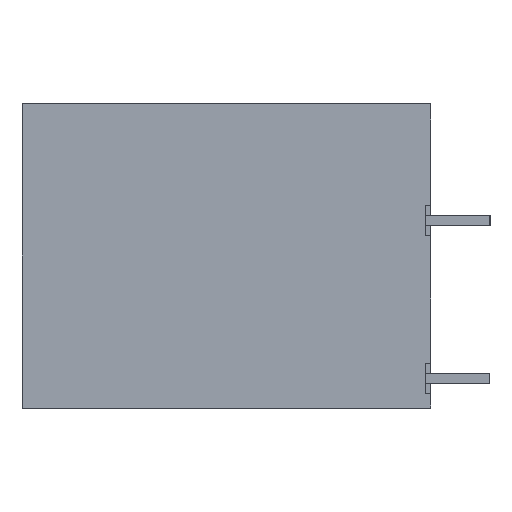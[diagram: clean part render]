
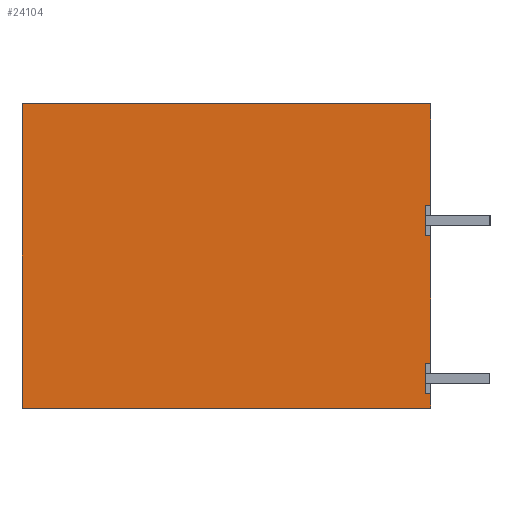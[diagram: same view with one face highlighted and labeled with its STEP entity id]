
A CAD part, left-side view. The second image highlights one B-rep face of the part: STEP entity #24104.
In plain terms, the highlighted planar face has unit normal (-1, 0, 0).
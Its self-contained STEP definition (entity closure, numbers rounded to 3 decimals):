
#24076=AXIS2_PLACEMENT_3D('Plane Axis2P3D',#24073,#24074,#24075) ;
#188=CARTESIAN_POINT('Vertex',(0.,3.8,0.85)) ;
#232=CARTESIAN_POINT('Vertex',(0.,3.8,2.65)) ;
#235=CARTESIAN_POINT('Line Origine',(0.,3.8,1.75)) ;
#1006=CARTESIAN_POINT('Vertex',(0.,3.8,10.2)) ;
#1027=CARTESIAN_POINT('Vertex',(0.,3.8,12.)) ;
#1030=CARTESIAN_POINT('Line Origine',(0.,3.8,11.1)) ;
#10623=CARTESIAN_POINT('Vertex',(0.,3.5,10.2)) ;
#10626=CARTESIAN_POINT('Line Origine',(0.,3.5,6.425)) ;
#10630=CARTESIAN_POINT('Vertex',(0.,3.5,2.65)) ;
#10651=CARTESIAN_POINT('Line Origine',(0.,3.65,10.2)) ;
#10669=CARTESIAN_POINT('Line Origine',(0.,3.65,2.65)) ;
#10725=CARTESIAN_POINT('Vertex',(0.,3.5,0.85)) ;
#10735=CARTESIAN_POINT('Line Origine',(0.,3.65,0.85)) ;
#10748=CARTESIAN_POINT('Line Origine',(0.,3.5,0.425)) ;
#10752=CARTESIAN_POINT('Vertex',(0.,3.5,0.)) ;
#10780=CARTESIAN_POINT('Line Origine',(0.,15.6,0.)) ;
#10784=CARTESIAN_POINT('Vertex',(0.,27.7,0.)) ;
#10923=CARTESIAN_POINT('Vertex',(0.,3.5,12.)) ;
#10926=CARTESIAN_POINT('Line Origine',(0.,3.65,12.)) ;
#24030=CARTESIAN_POINT('Line Origine',(0.,3.5,15.)) ;
#24034=CARTESIAN_POINT('Vertex',(0.,3.5,18.)) ;
#24073=CARTESIAN_POINT('Axis2P3D Location',(0.,0.,0.)) ;
#24078=CARTESIAN_POINT('Line Origine',(0.,15.6,18.)) ;
#24082=CARTESIAN_POINT('Vertex',(0.,27.7,18.)) ;
#24085=CARTESIAN_POINT('Line Origine',(0.,27.7,9.)) ;
#236=DIRECTION('Vector Direction',(0.,0.,-1.)) ;
#1031=DIRECTION('Vector Direction',(0.,0.,-1.)) ;
#10627=DIRECTION('Vector Direction',(0.,0.,-1.)) ;
#10652=DIRECTION('Vector Direction',(0.,1.,0.)) ;
#10670=DIRECTION('Vector Direction',(0.,1.,0.)) ;
#10736=DIRECTION('Vector Direction',(0.,1.,0.)) ;
#10749=DIRECTION('Vector Direction',(0.,0.,-1.)) ;
#10781=DIRECTION('Vector Direction',(0.,1.,0.)) ;
#10927=DIRECTION('Vector Direction',(0.,1.,0.)) ;
#24031=DIRECTION('Vector Direction',(0.,0.,-1.)) ;
#24074=DIRECTION('Axis2P3D Direction',(-1.,0.,0.)) ;
#24075=DIRECTION('Axis2P3D XDirection',(0.,0.,1.)) ;
#24079=DIRECTION('Vector Direction',(0.,-1.,0.)) ;
#24086=DIRECTION('Vector Direction',(0.,0.,1.)) ;
#237=VECTOR('Line Direction',#236,1.) ;
#1032=VECTOR('Line Direction',#1031,1.) ;
#10628=VECTOR('Line Direction',#10627,1.) ;
#10653=VECTOR('Line Direction',#10652,1.) ;
#10671=VECTOR('Line Direction',#10670,1.) ;
#10737=VECTOR('Line Direction',#10736,1.) ;
#10750=VECTOR('Line Direction',#10749,1.) ;
#10782=VECTOR('Line Direction',#10781,1.) ;
#10928=VECTOR('Line Direction',#10927,1.) ;
#24032=VECTOR('Line Direction',#24031,1.) ;
#24080=VECTOR('Line Direction',#24079,1.) ;
#24087=VECTOR('Line Direction',#24086,1.) ;
#24091=ORIENTED_EDGE('',*,*,#1034,.F.) ;
#24092=ORIENTED_EDGE('',*,*,#10930,.F.) ;
#24093=ORIENTED_EDGE('',*,*,#24036,.T.) ;
#24094=ORIENTED_EDGE('',*,*,#24084,.T.) ;
#24095=ORIENTED_EDGE('',*,*,#24089,.T.) ;
#24096=ORIENTED_EDGE('',*,*,#10786,.T.) ;
#24097=ORIENTED_EDGE('',*,*,#10754,.T.) ;
#24098=ORIENTED_EDGE('',*,*,#10739,.T.) ;
#24099=ORIENTED_EDGE('',*,*,#239,.F.) ;
#24100=ORIENTED_EDGE('',*,*,#10673,.F.) ;
#24101=ORIENTED_EDGE('',*,*,#10632,.T.) ;
#24102=ORIENTED_EDGE('',*,*,#10655,.T.) ;
#24104=ADVANCED_FACE('HOUSING',(#24103),#24077,.T.) ;
#239=EDGE_CURVE('',#233,#189,#238,.T.) ;
#1034=EDGE_CURVE('',#1028,#1007,#1033,.T.) ;
#10632=EDGE_CURVE('',#10631,#10624,#10629,.F.) ;
#10655=EDGE_CURVE('',#10624,#1007,#10654,.T.) ;
#10673=EDGE_CURVE('',#10631,#233,#10672,.T.) ;
#10739=EDGE_CURVE('',#10726,#189,#10738,.T.) ;
#10754=EDGE_CURVE('',#10753,#10726,#10751,.F.) ;
#10786=EDGE_CURVE('',#10785,#10753,#10783,.F.) ;
#10930=EDGE_CURVE('',#10924,#1028,#10929,.T.) ;
#24036=EDGE_CURVE('',#10924,#24035,#24033,.F.) ;
#24084=EDGE_CURVE('',#24035,#24083,#24081,.F.) ;
#24089=EDGE_CURVE('',#24083,#10785,#24088,.F.) ;
#24090=EDGE_LOOP('',(#24091,#24092,#24093,#24094,#24095,#24096,#24097,#24098,#24099,#24100,#24101,#24102)) ;
#24103=FACE_OUTER_BOUND('',#24090,.T.) ;
#238=LINE('Line',#235,#237) ;
#1033=LINE('Line',#1030,#1032) ;
#10629=LINE('Line',#10626,#10628) ;
#10654=LINE('Line',#10651,#10653) ;
#10672=LINE('Line',#10669,#10671) ;
#10738=LINE('Line',#10735,#10737) ;
#10751=LINE('Line',#10748,#10750) ;
#10783=LINE('Line',#10780,#10782) ;
#10929=LINE('Line',#10926,#10928) ;
#24033=LINE('Line',#24030,#24032) ;
#24081=LINE('Line',#24078,#24080) ;
#24088=LINE('Line',#24085,#24087) ;
#24077=PLANE('',#24076) ;
#189=VERTEX_POINT('',#188) ;
#233=VERTEX_POINT('',#232) ;
#1007=VERTEX_POINT('',#1006) ;
#1028=VERTEX_POINT('',#1027) ;
#10624=VERTEX_POINT('',#10623) ;
#10631=VERTEX_POINT('',#10630) ;
#10726=VERTEX_POINT('',#10725) ;
#10753=VERTEX_POINT('',#10752) ;
#10785=VERTEX_POINT('',#10784) ;
#10924=VERTEX_POINT('',#10923) ;
#24035=VERTEX_POINT('',#24034) ;
#24083=VERTEX_POINT('',#24082) ;
